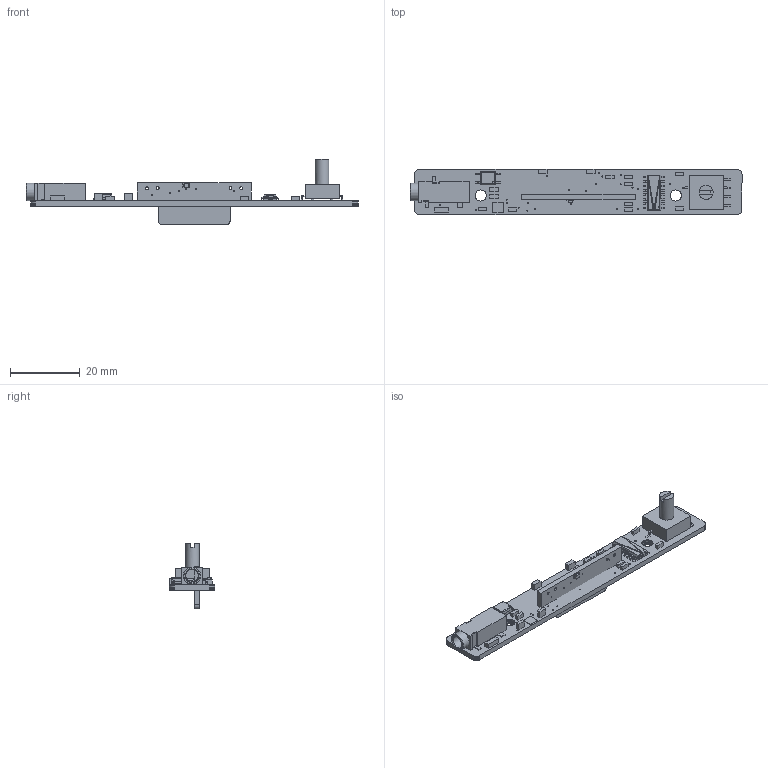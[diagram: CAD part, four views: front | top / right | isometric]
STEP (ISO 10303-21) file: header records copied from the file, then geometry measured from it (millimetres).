
FILE_DESCRIPTION(/* description */ (''),/* implementation_level */ '2;1');
FILE_NAME(/* name */ '20190105_ORIGAMI_V1-H-08slot v8.step',/* time_stamp */ '2019-01-07T18:38:31+01:00',/* author */ ('joaquindeprada'),/* organization */ (''),/* preprocessor_version */ 'ST-DEVELOPER v17.2',/* originating_system */ 'Autodesk Translation Framework v7.6.0.251',/* authorisation */ '');
FILE_SCHEMA (('AUTOMOTIVE_DESIGN { 1 0 10303 214 3 1 1 }'));
Length unit declared in the file: millimetre
Products named in the file (17): 20190105_ORIGAMI_V1-H-08slot; PCB Component; Board; DS2408; TLP127; SELECTOR-4-1-SMD-A6RS; NCP4688; Yellow; 220R; SMD1,27-2,54; 1uf; JACK-SMD-SJ-3523-SMT-TR; FLASH-BRIDGE-SW1-SW2-LED; 20190105_ORIGAMI_V1-V; PCB Component_1; Board_1; CHIP-LED0805
Assembly tree (26 placements, depth 4):
  20190105_ORIGAMI_V1-H-08slot
    PCB Component
      Board
      DS2408
      TLP127
      SELECTOR-4-1-SMD-A6RS
      NCP4688
      Yellow
      220R  x9
      SMD1,27-2,54  x2
      1uf  x2
      JACK-SMD-SJ-3523-SMT-TR
      FLASH-BRIDGE-SW1-SW2-LED
    20190105_ORIGAMI_V1-V
      PCB Component_1
        Board_1
        CHIP-LED0805
Bounding box: 95.3 x 13 x 18.9 mm (x, y, z)
Volume: 3264.4 mm3; surface area: 5267.5 mm2
Topology: 40 solids, 40 shells, 1281 faces, 2641 edges, 1451 vertices
Faces by surface type: plane 1175, cylinder 94, sphere 8, torus 2, cone 2
Full cylindrical faces by diameter (mm): 0.305 x36, 0.6 x1, 0.813 x4, 0.9 x4, 1.5 x2, 1.7 x2, 3.6 x1, 5 x1
Entity records: 32219 total; most frequent: DIRECTION 5265, CARTESIAN_POINT 5152, ORIENTED_EDGE 5034, EDGE_CURVE 2517, LINE 2297, VECTOR 2297, AXIS2_PLACEMENT_3D 1484, VERTEX_POINT 1371
